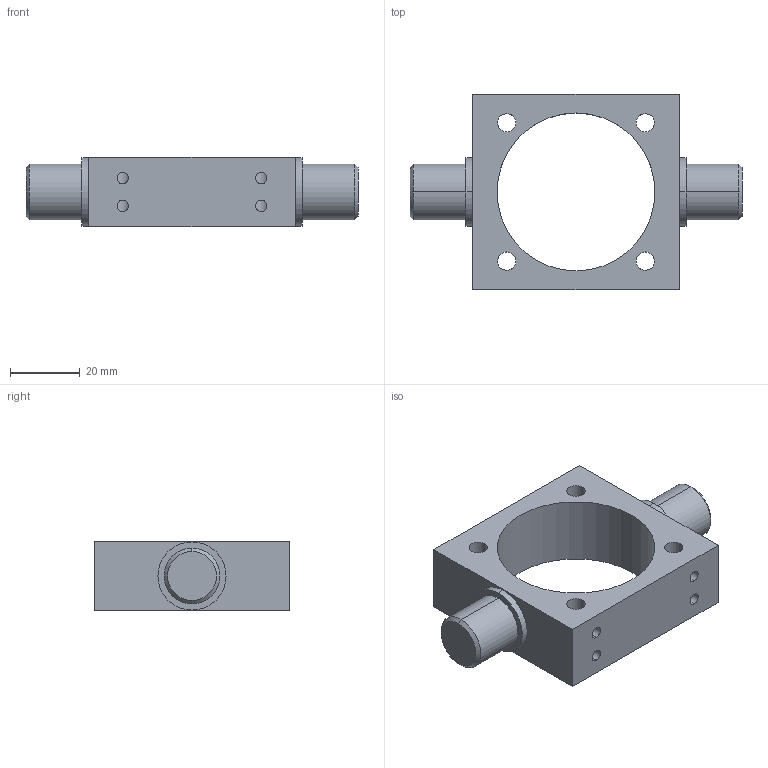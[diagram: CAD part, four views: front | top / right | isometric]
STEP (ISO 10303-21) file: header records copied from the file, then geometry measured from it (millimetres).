
FILE_DESCRIPTION (( 'STEP AP214' ), '1' );
FILE_NAME ('PNS-PAG-40-(ADJUSTABLE)-CTM-OEB.STEP', '2013-07-23T08:35:02', ( '' ), ( '' ), 'SwSTEP 2.0', 'SolidWorks 2010', '' );
FILE_SCHEMA (( 'AUTOMOTIVE_DESIGN' ));
Length unit declared in the file: millimetre
Products named in the file (1): PNS-PAG-40-(ADJUSTABLE)-CTM-OEB
Bounding box: 95 x 56 x 20 mm (x, y, z)
Volume: 39445.8 mm3; surface area: 14122.1 mm2
Topology: 1 solids, 1 shells, 48 faces, 122 edges, 80 vertices
Faces by surface type: cylinder 34, plane 10, cone 4
Entity records: 2132 total; most frequent: CARTESIAN_POINT 683, DIRECTION 260, ORIENTED_EDGE 244, EDGE_CURVE 122, AXIS2_PLACEMENT_3D 105, VERTEX_POINT 80, EDGE_LOOP 78, CIRCLE 56
